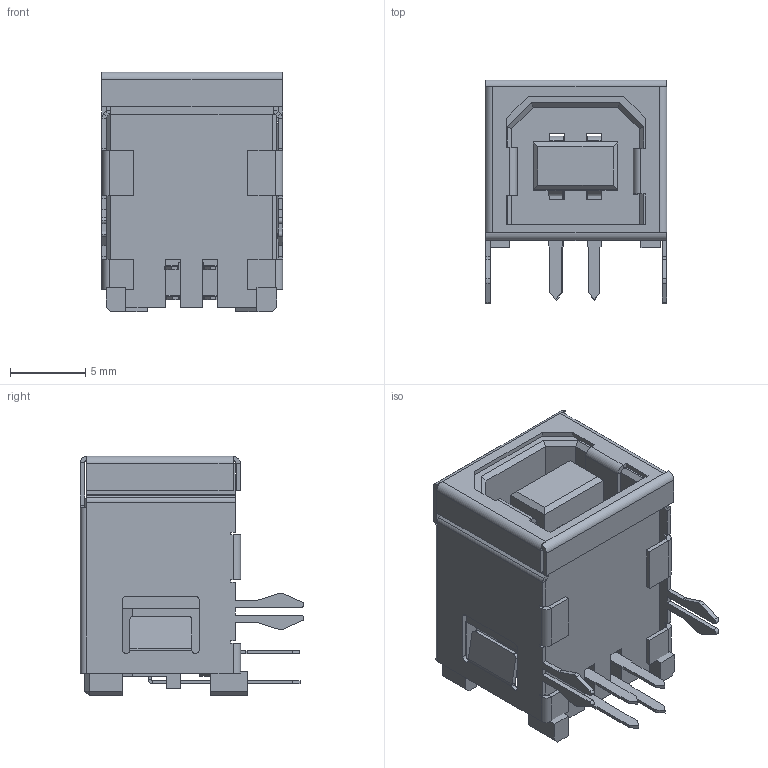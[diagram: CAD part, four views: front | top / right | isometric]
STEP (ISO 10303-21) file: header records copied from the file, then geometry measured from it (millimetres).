
FILE_DESCRIPTION (( 'STEP AP214' ), '1' );
FILE_NAME ('USB_B.STEP', '2023-11-17T08:11:33', ( '' ), ( '' ), 'SwSTEP 2.0', 'SolidWorks 2022', '' );
FILE_SCHEMA (( 'AUTOMOTIVE_DESIGN' ));
Length unit declared in the file: millimetre
Products named in the file (5): BlackBase; MetalShape; USB_B; TermShort; TermLong
Assembly tree (6 placements, depth 2):
  USB_B
    BlackBase
    MetalShape
    TermLong  x2
    TermShort  x2
Bounding box: 12.07 x 14.84 x 15.9 mm (x, y, z)
Volume: 1160.2 mm3; surface area: 3023 mm2
Topology: 6 solids, 6 shells, 660 faces, 1633 edges, 980 vertices
Faces by surface type: plane 548, cylinder 108, bspline 4
Entity records: 15525 total; most frequent: CARTESIAN_POINT 2726, ORIENTED_EDGE 2646, DIRECTION 2549, EDGE_CURVE 1323, LINE 1127, VECTOR 1127, VERTEX_POINT 800, AXIS2_PLACEMENT_3D 711
